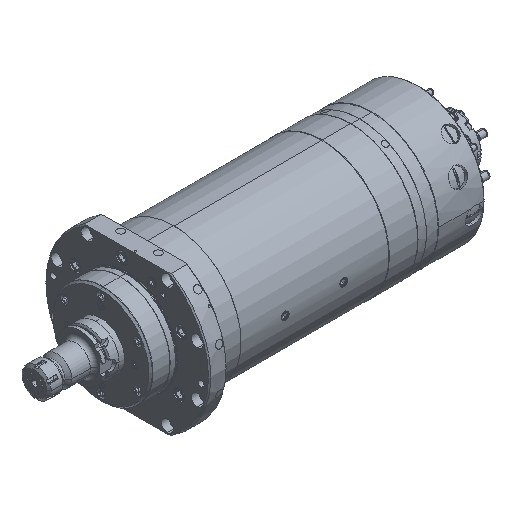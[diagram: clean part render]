
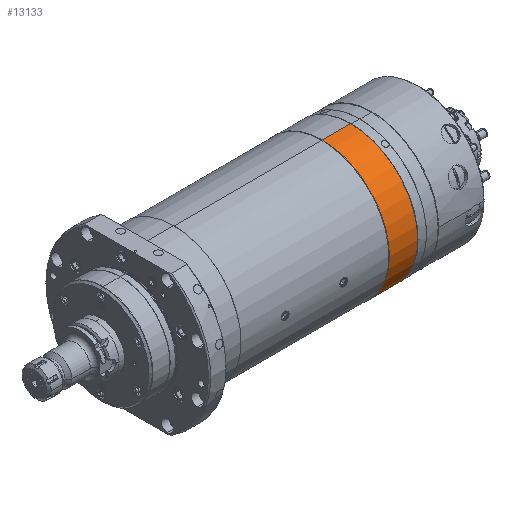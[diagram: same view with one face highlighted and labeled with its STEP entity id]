
A CAD part, isometric view. The second image highlights one B-rep face of the part: STEP entity #13133.
In plain terms, the highlighted cylindrical face has radius 115 mm (diameter 230 mm), a partial arc.
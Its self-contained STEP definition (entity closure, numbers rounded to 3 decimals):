
#1647 = DIRECTION ( 'NONE',  ( -1., 0., 0. ) ) ;
#1757 = VERTEX_POINT ( 'NONE', #62444 ) ;
#2116 = CARTESIAN_POINT ( 'NONE',  ( 29.225, 0., 115. ) ) ;
#5249 = VECTOR ( 'NONE', #1647, 1000. ) ;
#5377 = LINE ( 'NONE', #2116, #5249 ) ;
#8467 = DIRECTION ( 'NONE',  ( 0., 0., -1. ) ) ;
#8546 = DIRECTION ( 'NONE',  ( 1., 0., 0. ) ) ;
#8698 = CARTESIAN_POINT ( 'NONE',  ( 387.5, 0., 0. ) ) ;
#9913 = ORIENTED_EDGE ( 'NONE', *, *, #34793, .T. ) ;
#10796 = ORIENTED_EDGE ( 'NONE', *, *, #56340, .F. ) ;
#11274 = DIRECTION ( 'NONE',  ( -1., 0., 0. ) ) ;
#12009 = EDGE_CURVE ( 'NONE', #51310, #1757, #23917, .T. ) ;
#12641 = CYLINDRICAL_SURFACE ( 'NONE', #62811, 115. ) ;
#12917 = FACE_OUTER_BOUND ( 'NONE', #33061, .T. ) ;
#13133 = ADVANCED_FACE ( 'NONE', ( #12917 ), #12641, .T. ) ;
#19069 = ORIENTED_EDGE ( 'NONE', *, *, #22624, .T. ) ;
#20173 = ORIENTED_EDGE ( 'NONE', *, *, #12009, .T. ) ;
#20835 = VERTEX_POINT ( 'NONE', #61001 ) ;
#22624 = EDGE_CURVE ( 'NONE', #33579, #20835, #59466, .T. ) ;
#23917 = CIRCLE ( 'NONE', #67571, 115. ) ;
#26865 = CARTESIAN_POINT ( 'NONE',  ( 29.225, 0., -115. ) ) ;
#29332 = AXIS2_PLACEMENT_3D ( 'NONE', #35580, #35664, #36025 ) ;
#33061 = EDGE_LOOP ( 'NONE', ( #10796, #19069, #9913, #20173 ) ) ;
#33579 = VERTEX_POINT ( 'NONE', #66540 ) ;
#34793 = EDGE_CURVE ( 'NONE', #20835, #51310, #5377, .T. ) ;
#35580 = CARTESIAN_POINT ( 'NONE',  ( 436., 0., 0. ) ) ;
#35664 = DIRECTION ( 'NONE',  ( -1., 0., 0. ) ) ;
#36025 = DIRECTION ( 'NONE',  ( 0., 0., 1. ) ) ;
#44328 = CARTESIAN_POINT ( 'NONE',  ( 29.225, 0., 0. ) ) ;
#44713 = DIRECTION ( 'NONE',  ( -1., 0., 0. ) ) ;
#49851 = CARTESIAN_POINT ( 'NONE',  ( 387.5, 0., 115. ) ) ;
#51310 = VERTEX_POINT ( 'NONE', #49851 ) ;
#53343 = DIRECTION ( 'NONE',  ( 0., 0., 1. ) ) ;
#56340 = EDGE_CURVE ( 'NONE', #33579, #1757, #62456, .T. ) ;
#59466 = CIRCLE ( 'NONE', #29332, 115. ) ;
#61001 = CARTESIAN_POINT ( 'NONE',  ( 436., 0., 115. ) ) ;
#62444 = CARTESIAN_POINT ( 'NONE',  ( 387.5, 0., -115. ) ) ;
#62456 = LINE ( 'NONE', #26865, #65638 ) ;
#62811 = AXIS2_PLACEMENT_3D ( 'NONE', #44328, #44713, #53343 ) ;
#65638 = VECTOR ( 'NONE', #11274, 1000. ) ;
#66540 = CARTESIAN_POINT ( 'NONE',  ( 436., 0., -115. ) ) ;
#67571 = AXIS2_PLACEMENT_3D ( 'NONE', #8698, #8546, #8467 ) ;
